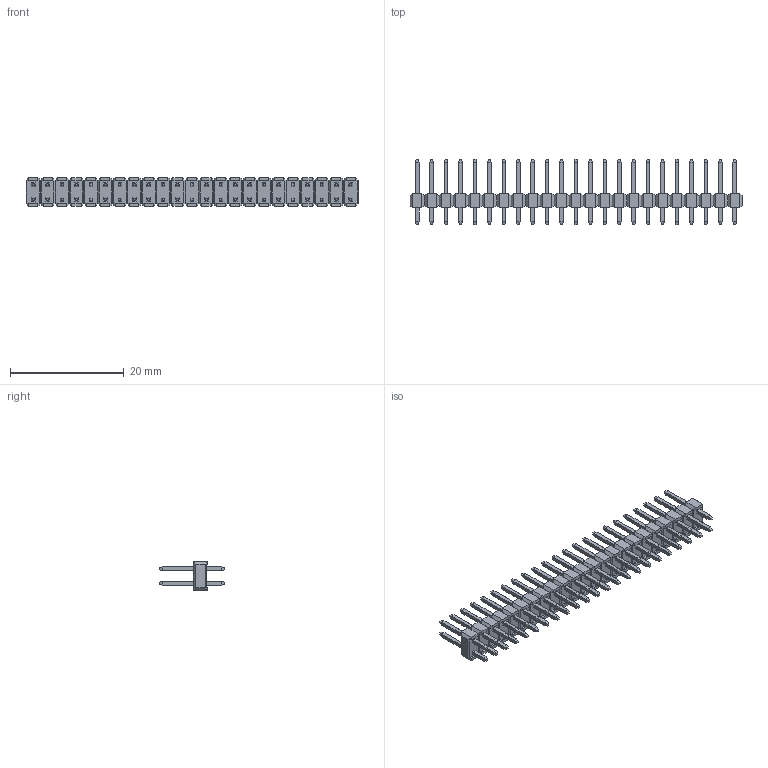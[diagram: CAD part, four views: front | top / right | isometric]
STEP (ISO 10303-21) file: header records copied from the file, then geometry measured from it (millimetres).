
FILE_DESCRIPTION (( 'STEP AP214' ), '1' );
FILE_NAME ('HEADER 2X23.STEP', '2013-11-27T11:28:55', ( '' ), ( '' ), 'SwSTEP 2.0', 'SolidWorks 2012', '' );
FILE_SCHEMA (( 'AUTOMOTIVE_DESIGN' ));
Length unit declared in the file: millimetre
Products named in the file (1): HEADER 2X23
Bounding box: 58.42 x 11.54 x 5.04 mm (x, y, z)
Volume: 795.8 mm3; surface area: 2029 mm2
Topology: 1 solids, 1 shells, 1202 faces, 2684 edges, 1576 vertices
Faces by surface type: plane 1202
Entity records: 45004 total; most frequent: CARTESIAN_POINT 5463, ORIENTED_EDGE 5368, DIRECTION 5090, VECTOR 2684, LINE 2684, EDGE_CURVE 2684, VERTEX_POINT 1576, EDGE_LOOP 1294
